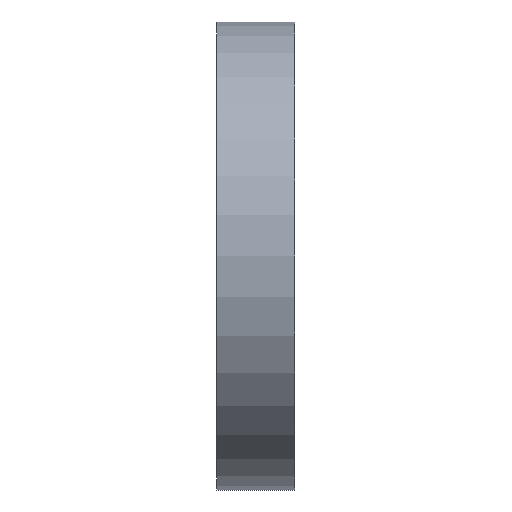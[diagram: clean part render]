
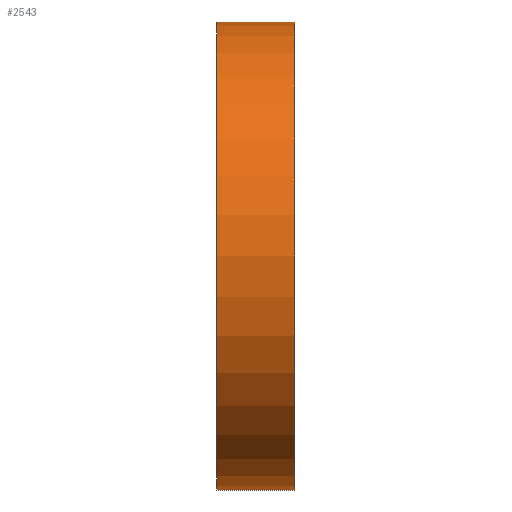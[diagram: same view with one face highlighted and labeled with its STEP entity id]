
A CAD part, left-side view. The second image highlights one B-rep face of the part: STEP entity #2543.
In plain terms, the highlighted cylindrical face has radius 38.1 mm (diameter 76.2 mm), a full revolution.
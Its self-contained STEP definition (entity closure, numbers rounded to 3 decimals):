
#66=CYLINDRICAL_SURFACE('',#2830,38.1);
#242=LINE('',#4321,#442);
#442=VECTOR('',#3496,38.1);
#615=FACE_OUTER_BOUND('',#764,.T.);
#764=EDGE_LOOP('',(#2071,#2072,#2073,#2074));
#843=CIRCLE('',#2618,38.1);
#986=CIRCLE('',#2831,38.1);
#1027=VERTEX_POINT('',#3763);
#1236=VERTEX_POINT('',#4320);
#1283=EDGE_CURVE('',#1027,#1027,#843,.T.);
#1561=EDGE_CURVE('',#1027,#1236,#242,.T.);
#1562=EDGE_CURVE('',#1236,#1236,#986,.T.);
#2071=ORIENTED_EDGE('',*,*,#1283,.T.);
#2072=ORIENTED_EDGE('',*,*,#1561,.T.);
#2073=ORIENTED_EDGE('',*,*,#1562,.F.);
#2074=ORIENTED_EDGE('',*,*,#1561,.F.);
#2543=ADVANCED_FACE('',(#615),#66,.T.);
#2618=AXIS2_PLACEMENT_3D('',#3764,#2935,#2936);
#2830=AXIS2_PLACEMENT_3D('',#4319,#3494,#3495);
#2831=AXIS2_PLACEMENT_3D('',#4322,#3497,#3498);
#2935=DIRECTION('center_axis',(0.,1.,0.));
#2936=DIRECTION('ref_axis',(0.,0.,-1.));
#3494=DIRECTION('center_axis',(0.,-1.,0.));
#3495=DIRECTION('ref_axis',(0.,0.,-1.));
#3496=DIRECTION('',(0.,1.,0.));
#3497=DIRECTION('center_axis',(0.,1.,0.));
#3498=DIRECTION('ref_axis',(0.,0.,1.));
#3763=CARTESIAN_POINT('',(0.,0.,38.1));
#3764=CARTESIAN_POINT('Origin',(0.,0.,0.));
#4319=CARTESIAN_POINT('Origin',(0.,12.7,0.));
#4320=CARTESIAN_POINT('',(0.,12.7,38.1));
#4321=CARTESIAN_POINT('',(0.,12.7,38.1));
#4322=CARTESIAN_POINT('Origin',(0.,12.7,0.));
